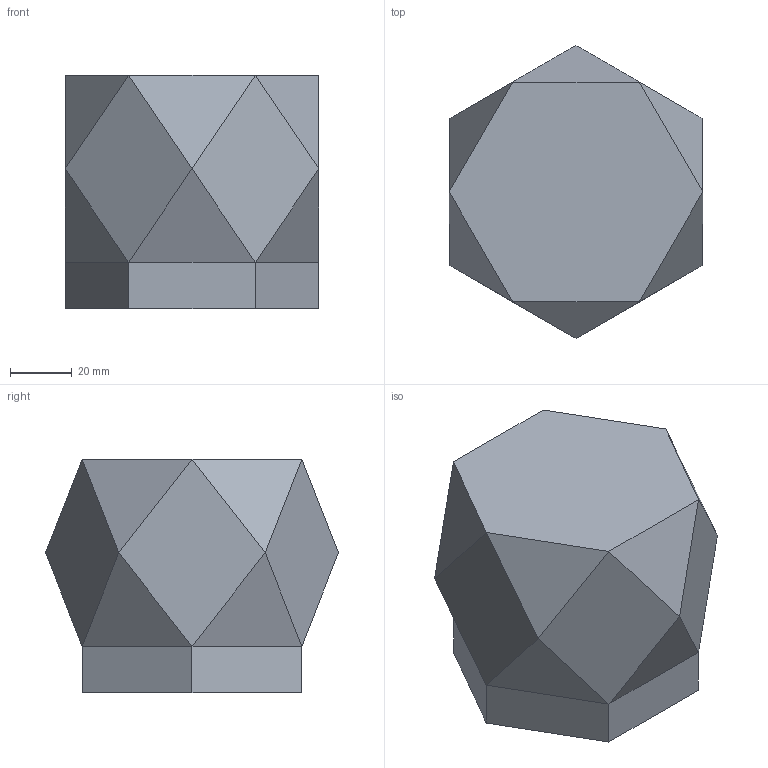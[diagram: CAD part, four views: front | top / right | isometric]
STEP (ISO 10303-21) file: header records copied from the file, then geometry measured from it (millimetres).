
FILE_DESCRIPTION(/* description */ ('STEP AP214'),/* implementation_level */ '2;1');
FILE_NAME(/* name */ 'Vase Mold.step',/* time_stamp */ '2025-05-21T14:24:03+04:00',/* author */ (''),/* organization */ (''),/* preprocessor_version */ 'ST-DEVELOPER v20.1',/* originating_system */ 'Autodesk Translation Framework v14.4.0.0',/* authorisation */ '');
FILE_SCHEMA (('AUTOMOTIVE_DESIGN { 1 0 10303 214 3 1 1 }'));
Length unit declared in the file: millimetre
Products named in the file (2): Diamond texture vase; Component1
Assembly tree (1 placements, depth 2):
  Diamond texture vase
    Component1
Bounding box: 81.98 x 94.67 x 75.44 mm (x, y, z)
Volume: 387964.9 mm3; surface area: 28984.5 mm2
Topology: 1 solids, 1 shells, 26 faces, 48 edges, 24 vertices
Faces by surface type: plane 26
Entity records: 653 total; most frequent: DIRECTION 106, CARTESIAN_POINT 101, ORIENTED_EDGE 96, LINE 48, VECTOR 48, EDGE_CURVE 48, AXIS2_PLACEMENT_3D 29, FACE_OUTER_BOUND 26
